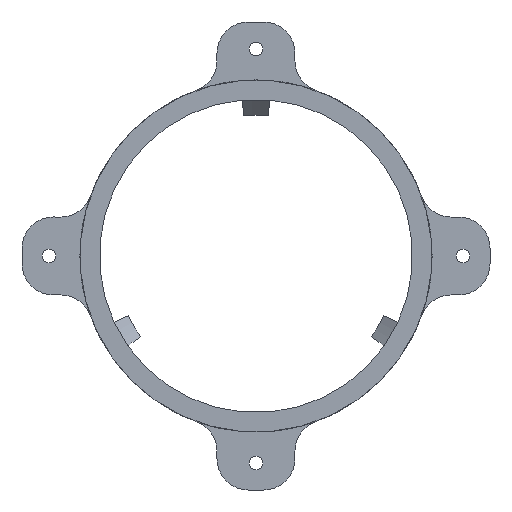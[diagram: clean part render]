
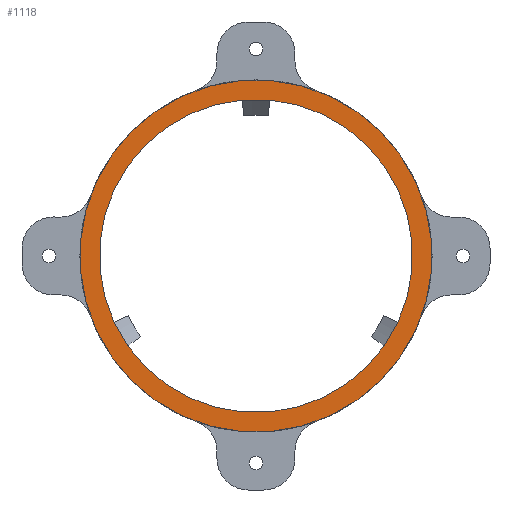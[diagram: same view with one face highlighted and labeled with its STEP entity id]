
A CAD part, front view. The second image highlights one B-rep face of the part: STEP entity #1118.
In plain terms, the highlighted planar face has unit normal (0, -1, 0).
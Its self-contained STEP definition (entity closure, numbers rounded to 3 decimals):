
#55=FACE_BOUND('',#211,.T.);
#78=PLANE('',#1267);
#138=FACE_OUTER_BOUND('',#210,.T.);
#210=EDGE_LOOP('',(#1043));
#211=EDGE_LOOP('',(#1044));
#421=CIRCLE('',#1169,40.15);
#444=CIRCLE('',#1207,45.15);
#502=VERTEX_POINT('',#1701);
#537=VERTEX_POINT('',#1804);
#609=EDGE_CURVE('',#502,#502,#421,.T.);
#662=EDGE_CURVE('',#537,#537,#444,.T.);
#1043=ORIENTED_EDGE('',*,*,#662,.F.);
#1044=ORIENTED_EDGE('',*,*,#609,.T.);
#1118=ADVANCED_FACE('',(#138,#55),#78,.T.);
#1169=AXIS2_PLACEMENT_3D('',#1703,#1343,#1344);
#1207=AXIS2_PLACEMENT_3D('',#1806,#1449,#1450);
#1267=AXIS2_PLACEMENT_3D('',#1944,#1616,#1617);
#1343=DIRECTION('center_axis',(0.,1.,0.));
#1344=DIRECTION('ref_axis',(-0.087,0.,0.996));
#1449=DIRECTION('center_axis',(0.,1.,0.));
#1450=DIRECTION('ref_axis',(-0.087,0.,0.996));
#1616=DIRECTION('center_axis',(0.,-1.,0.));
#1617=DIRECTION('ref_axis',(0.087,0.,-0.996));
#1701=CARTESIAN_POINT('',(3.499,40.,-39.997));
#1703=CARTESIAN_POINT('Origin',(0.,40.,0.));
#1804=CARTESIAN_POINT('',(3.935,40.,-44.978));
#1806=CARTESIAN_POINT('Origin',(0.,40.,0.));
#1944=CARTESIAN_POINT('Origin',(-3.935,40.,44.978));
